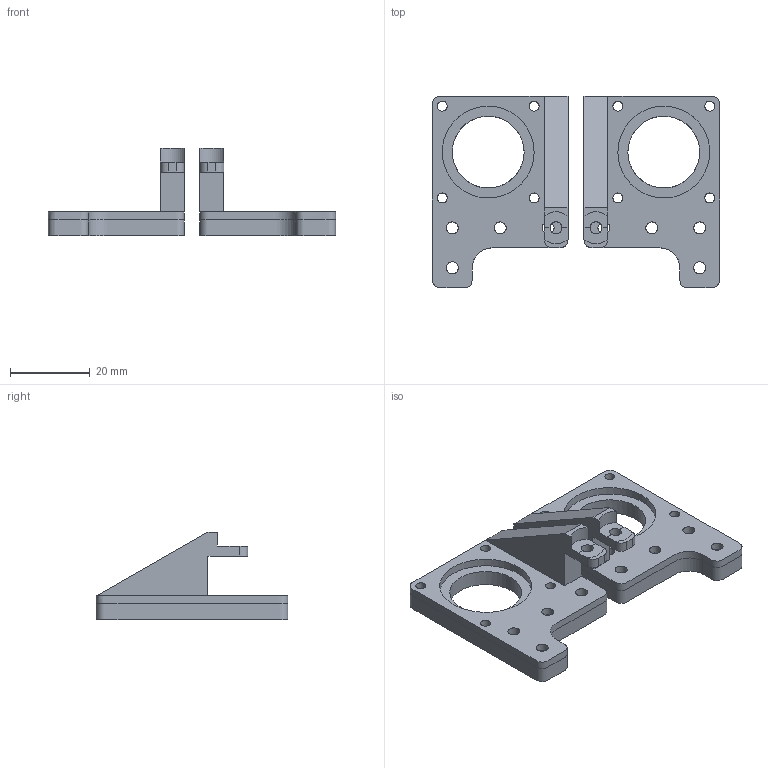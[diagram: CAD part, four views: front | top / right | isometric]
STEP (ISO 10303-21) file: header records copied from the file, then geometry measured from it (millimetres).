
FILE_DESCRIPTION(('CAx-IF Rec.Pracs.---Model Styling and Organization---1.5---2016-08-15','CAx-IF Rec.Pracs.---Geometric and Assembly Validation Properties---4.4---2016-08-17', 'CAx-IF Rec.Pracs.---User Defined Attributes---1.5---2016-08-15', 'CAx-IF Rec.Pracs.---External References---2.1---2005-01-19'),'2;1' );
FILE_NAME('motor_holder_1p0.stp','2019-04-14T15:11:35',('Unspecified'),( 'Unspecified'),'CAD Exchanger 3.5.3 (cadexchanger.com)', 'Unspecified','');
FILE_SCHEMA(('AUTOMOTIVE_DESIGN { 1 0 10303 214 1 1 1 1 }'));
Length unit declared in the file: millimetre
Products named in the file (2): unnamed
Bounding box: 72 x 48 x 22 mm (x, y, z)
Volume: 13977.9 mm3; surface area: 9750.9 mm2
Topology: 2 solids, 2 shells, 86 faces, 202 edges, 128 vertices
Faces by surface type: bspline 66, plane 20
Entity records: 6861 total; most frequent: CARTESIAN_POINT 4099, ORIENTED_EDGE 404, PCURVE 404, DEFINITIONAL_REPRESENTATION 404, B_SPLINE_CURVE_WITH_KNOTS 400, EDGE_CURVE 202, SURFACE_CURVE 164, FACE_BOUND 134
